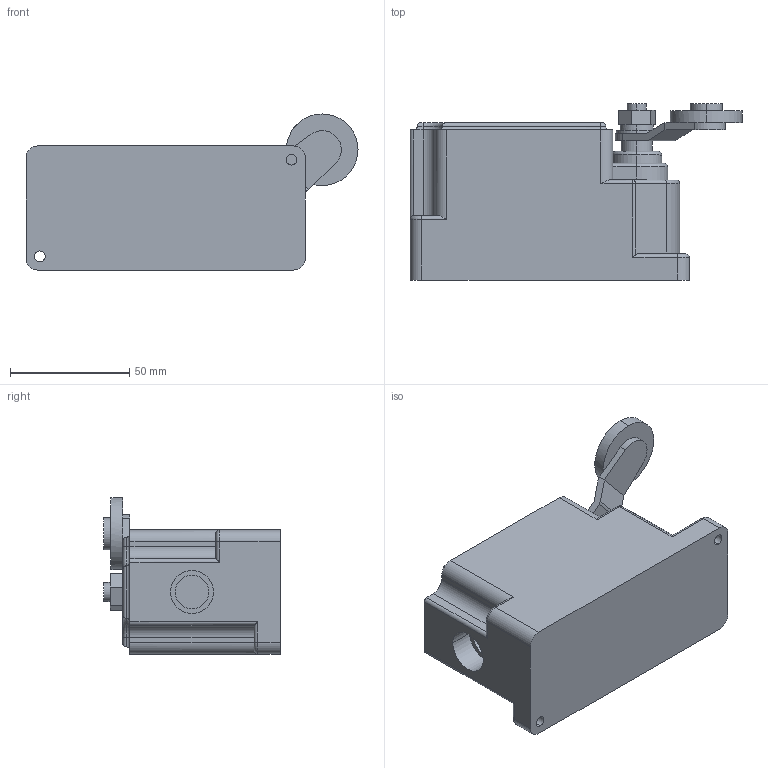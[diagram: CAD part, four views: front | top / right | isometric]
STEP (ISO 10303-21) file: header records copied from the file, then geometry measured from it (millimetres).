
FILE_DESCRIPTION (( 'STEP AP214' ), '1' );
FILE_NAME ('KV-1-16-1 ﾂﾏ 16ﾃ-23ﾁ-231-55 ﾓ2.3.STEP', '2017-11-15T07:43:50', ( '' ), ( '' ), 'SwSTEP 2.0', 'SolidWorks 2014', '' );
FILE_SCHEMA (( 'AUTOMOTIVE_DESIGN' ));
Length unit declared in the file: millimetre
Products named in the file (1): KV-1-16-1 ﾂﾏ 16ﾃ-23ﾁ-231-55 ﾓ2.3
Bounding box: 139.11 x 74 x 65.43 mm (x, y, z)
Volume: 225317.6 mm3; surface area: 49262 mm2
Topology: 1 solids, 1 shells, 405 faces, 1054 edges, 685 vertices
Faces by surface type: plane 182, bspline 124, cylinder 79, torus 18, sphere 2
Entity records: 18848 total; most frequent: CARTESIAN_POINT 9661, ORIENTED_EDGE 2104, DIRECTION 1506, EDGE_CURVE 1052, VERTEX_POINT 685, VECTOR 622, LINE 622, EDGE_LOOP 445
